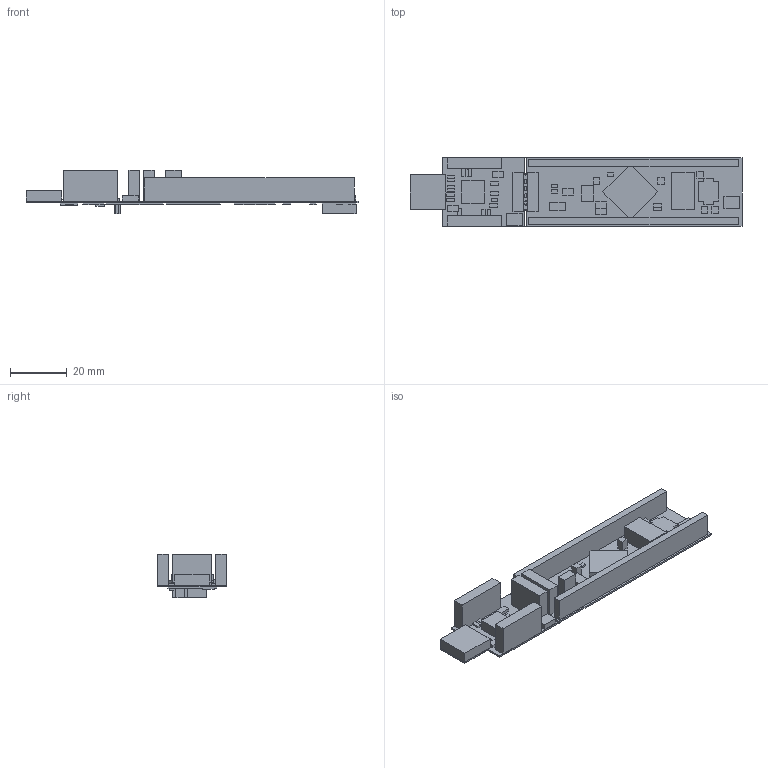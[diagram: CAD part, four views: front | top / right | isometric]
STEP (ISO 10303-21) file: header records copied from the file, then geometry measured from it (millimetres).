
FILE_DESCRIPTION(/* description */ ('PCB Design'),/* implementation_level */ '2;1');
FILE_NAME(/* name */ 'CY8CKIT-043 Layout',/* time_stamp */ '2023-03-03T15:56:20+01:00',/* author */ ('nxf69791'),/* organization */ (''),/* preprocessor_version */ 'ST-DEVELOPER v16',/* originating_system */ 'allegro_17.4S027',/* authorisation */ '');
FILE_SCHEMA (('AUTOMOTIVE_DESIGN { 1 0 10303 214 3 1 1 }'));
Length unit declared in the file: millimetre
Products named in the file (27): CY8CKIT-043 LAYOUT; BOARD_OUTLINE; COMPONENTS; RECP29X1-VERT; CFP250P580X350-6L0N_1; BLE_MODULE_B; HDR2; FCI-20021521; TP_43_65; QFP50P1212X1212X160-64L15N; USB-FINGER; SOD-123; SWITCH-4PIN; HDR5X1; R-CR0402; CR-LED0805_1; SOT563; HDR7X1; QFN68_8X8MM; C-CC0805; CR-LED0805; R-CR0805; R-CR1210; R-CR0603; BARCODE; C-CC0402; C-CC0603
Assembly tree (96 placements, depth 3):
  CY8CKIT-043 LAYOUT
    BOARD_OUTLINE
    COMPONENTS
      RECP29X1-VERT  x2
      CFP250P580X350-6L0N_1
      BLE_MODULE_B
      HDR2
      FCI-20021521
      TP_43_65  x5
      QFP50P1212X1212X160-64L15N
      USB-FINGER
      SOD-123
      SWITCH-4PIN  x3
      HDR5X1  x2
      R-CR0402  x7
      CR-LED0805_1  x2
      SOT563
      HDR7X1  x2
      QFN68_8X8MM
      C-CC0805  x2
      CR-LED0805
      R-CR0805  x4
      R-CR1210
      R-CR0603  x20
      BARCODE  x2
      C-CC0402  x18
      C-CC0603  x14
Bounding box: 116.51 x 24.15 x 15.32 mm (x, y, z)
Surface area: 16160.2 mm2 (no closed solid volume)
Topology: 0 solids, 95 shells, 616 faces, 1387 edges, 856 vertices
Faces by surface type: plane 604, cylinder 12
Entity records: 6505 total; most frequent: ORIENTED_EDGE 876, DIRECTION 770, CARTESIAN_POINT 485, EDGE_CURVE 469, VECTOR 445, LINE 445, AXIS2_PLACEMENT_3D 412, VERTEX_POINT 354
